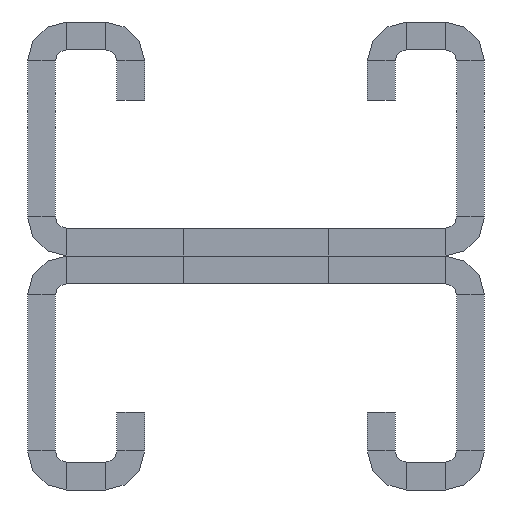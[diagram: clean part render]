
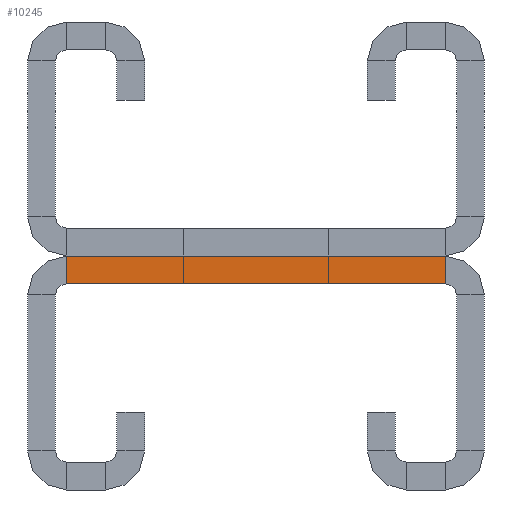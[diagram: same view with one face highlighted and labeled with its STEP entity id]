
A CAD part, front view. The second image highlights one B-rep face of the part: STEP entity #10245.
In plain terms, the highlighted planar face has unit normal (0, -1, 0).
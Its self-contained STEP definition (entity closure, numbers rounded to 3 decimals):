
#2341=DIRECTION('',(0.,0.,-1.));
#2342=VECTOR('',#2341,2.5);
#2343=CARTESIAN_POINT('',(17.,-3000.,10.5));
#2344=LINE('',#2343,#2342);
#2345=DIRECTION('',(1.,0.,0.));
#2346=VECTOR('',#2345,34.);
#2347=CARTESIAN_POINT('',(-17.,-3000.,8.));
#2348=LINE('',#2347,#2346);
#2349=DIRECTION('',(1.,0.,0.));
#2350=VECTOR('',#2349,34.);
#2351=CARTESIAN_POINT('',(-17.,-3000.,10.5));
#2352=LINE('',#2351,#2350);
#4581=DIRECTION('',(0.,0.,-1.));
#4582=VECTOR('',#4581,2.5);
#4583=CARTESIAN_POINT('',(-17.,-3000.,10.5));
#4584=LINE('',#4583,#4582);
#6730=CARTESIAN_POINT('',(17.,-3000.,10.5));
#6732=VERTEX_POINT('',#6730);
#6742=CARTESIAN_POINT('',(-17.,-3000.,10.5));
#6744=VERTEX_POINT('',#6742);
#6778=CARTESIAN_POINT('',(17.,-3000.,8.));
#6780=VERTEX_POINT('',#6778);
#6790=CARTESIAN_POINT('',(-17.,-3000.,8.));
#6792=VERTEX_POINT('',#6790);
#10231=CARTESIAN_POINT('',(0.,-3000.,9.25));
#10232=DIRECTION('',(0.,-1.,0.));
#10233=DIRECTION('',(1.,0.,0.));
#10234=AXIS2_PLACEMENT_3D('',#10231,#10232,#10233);
#10235=PLANE('',#10234);
#10237=ORIENTED_EDGE('',*,*,#10236,.T.);
#10239=ORIENTED_EDGE('',*,*,#10238,.F.);
#10241=ORIENTED_EDGE('',*,*,#10240,.F.);
#10242=ORIENTED_EDGE('',*,*,#9022,.T.);
#10243=EDGE_LOOP('',(#10237,#10239,#10241,#10242));
#10244=FACE_OUTER_BOUND('',#10243,.F.);
#10245=ADVANCED_FACE('',(#10244),#10235,.T.);
#9022=EDGE_CURVE('',#6744,#6732,#2352,.T.);
#10236=EDGE_CURVE('',#6732,#6780,#2344,.T.);
#10238=EDGE_CURVE('',#6792,#6780,#2348,.T.);
#10240=EDGE_CURVE('',#6744,#6792,#4584,.T.);
